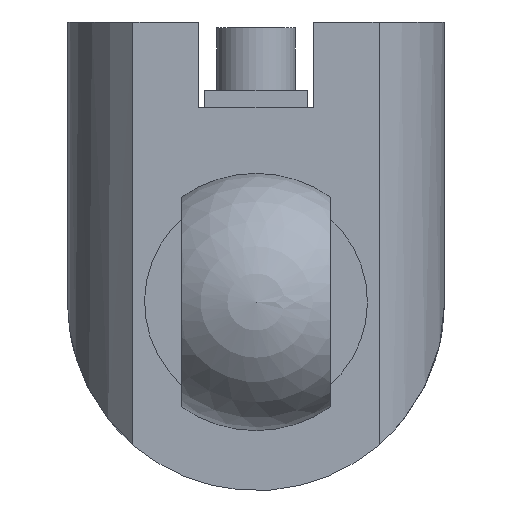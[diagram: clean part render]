
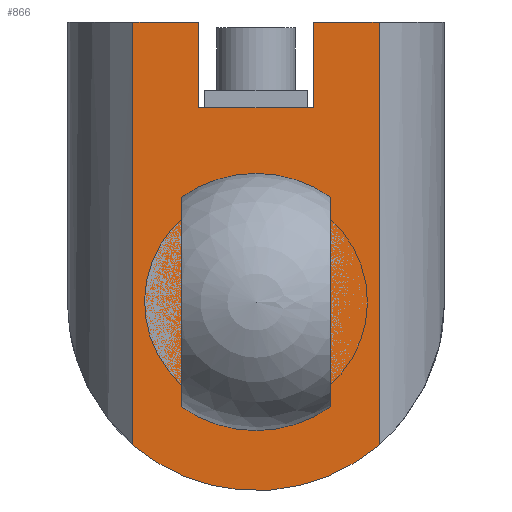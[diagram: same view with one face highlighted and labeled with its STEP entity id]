
A CAD part, front view. The second image highlights one B-rep face of the part: STEP entity #866.
In plain terms, the highlighted planar face has unit normal (0, -1, 0).
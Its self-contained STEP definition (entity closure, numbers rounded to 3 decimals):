
#81=PLANE('',#968);
#112=FACE_OUTER_BOUND('',#167,.T.);
#167=EDGE_LOOP('',(#629,#630,#631,#632,#633,#634,#635,#636));
#245=LINE('',#1393,#297);
#246=LINE('',#1397,#298);
#253=LINE('',#1420,#305);
#254=LINE('',#1422,#306);
#255=LINE('',#1424,#307);
#256=LINE('',#1426,#308);
#257=LINE('',#1427,#309);
#297=VECTOR('',#1092,10.);
#298=VECTOR('',#1095,10.);
#305=VECTOR('',#1118,10.);
#306=VECTOR('',#1119,10.);
#307=VECTOR('',#1120,10.);
#308=VECTOR('',#1121,10.);
#309=VECTOR('',#1122,10.);
#351=CIRCLE('',#967,33.);
#407=VERTEX_POINT('',#1385);
#410=VERTEX_POINT('',#1391);
#411=VERTEX_POINT('',#1395);
#412=VERTEX_POINT('',#1396);
#420=VERTEX_POINT('',#1419);
#421=VERTEX_POINT('',#1421);
#422=VERTEX_POINT('',#1423);
#423=VERTEX_POINT('',#1425);
#491=EDGE_CURVE('',#407,#410,#245,.T.);
#492=EDGE_CURVE('',#411,#412,#246,.T.);
#503=EDGE_CURVE('',#410,#411,#351,.T.);
#504=EDGE_CURVE('',#412,#420,#253,.T.);
#505=EDGE_CURVE('',#420,#421,#254,.T.);
#506=EDGE_CURVE('',#421,#422,#255,.T.);
#507=EDGE_CURVE('',#422,#423,#256,.T.);
#508=EDGE_CURVE('',#423,#407,#257,.T.);
#629=ORIENTED_EDGE('',*,*,#492,.T.);
#630=ORIENTED_EDGE('',*,*,#504,.T.);
#631=ORIENTED_EDGE('',*,*,#505,.T.);
#632=ORIENTED_EDGE('',*,*,#506,.T.);
#633=ORIENTED_EDGE('',*,*,#507,.T.);
#634=ORIENTED_EDGE('',*,*,#508,.T.);
#635=ORIENTED_EDGE('',*,*,#491,.T.);
#636=ORIENTED_EDGE('',*,*,#503,.T.);
#866=ADVANCED_FACE('',(#112),#81,.F.);
#967=AXIS2_PLACEMENT_3D('',#1417,#1114,#1115);
#968=AXIS2_PLACEMENT_3D('',#1418,#1116,#1117);
#1092=DIRECTION('',(0.,0.,-1.));
#1095=DIRECTION('',(0.,0.,1.));
#1114=DIRECTION('center_axis',(0.,-1.,0.));
#1115=DIRECTION('ref_axis',(1.,0.,0.));
#1116=DIRECTION('center_axis',(0.,1.,0.));
#1117=DIRECTION('ref_axis',(1.,0.,0.));
#1118=DIRECTION('',(-1.,0.,0.));
#1119=DIRECTION('',(0.,0.,-1.));
#1120=DIRECTION('',(-1.,0.,0.));
#1121=DIRECTION('',(0.,0.,1.));
#1122=DIRECTION('',(-1.,0.,0.));
#1385=CARTESIAN_POINT('',(-21.541,-25.,49.));
#1391=CARTESIAN_POINT('',(-21.541,-25.,-25.));
#1393=CARTESIAN_POINT('',(-21.541,-25.,0.));
#1395=CARTESIAN_POINT('',(21.541,-25.,-25.));
#1396=CARTESIAN_POINT('',(21.541,-25.,49.));
#1397=CARTESIAN_POINT('',(21.541,-25.,0.));
#1417=CARTESIAN_POINT('Origin',(0.,-25.,0.));
#1418=CARTESIAN_POINT('Origin',(0.,-25.,8.));
#1419=CARTESIAN_POINT('',(10.,-25.,49.));
#1420=CARTESIAN_POINT('',(10.,-25.,49.));
#1421=CARTESIAN_POINT('',(10.,-25.,34.));
#1422=CARTESIAN_POINT('',(10.,-25.,34.));
#1423=CARTESIAN_POINT('',(-10.,-25.,34.));
#1424=CARTESIAN_POINT('',(-10.,-25.,34.));
#1425=CARTESIAN_POINT('',(-10.,-25.,49.));
#1426=CARTESIAN_POINT('',(-10.,-25.,49.));
#1427=CARTESIAN_POINT('',(-33.,-25.,49.));
